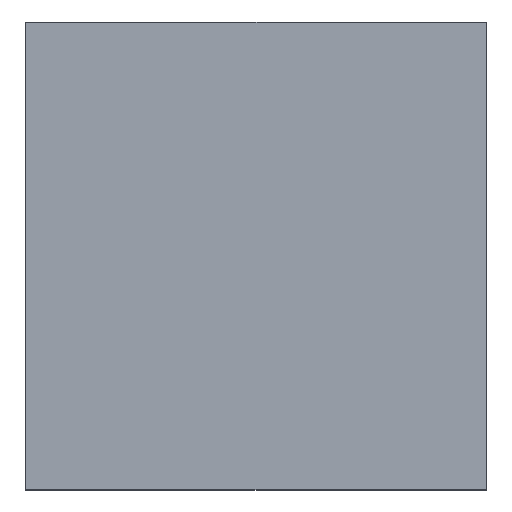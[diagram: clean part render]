
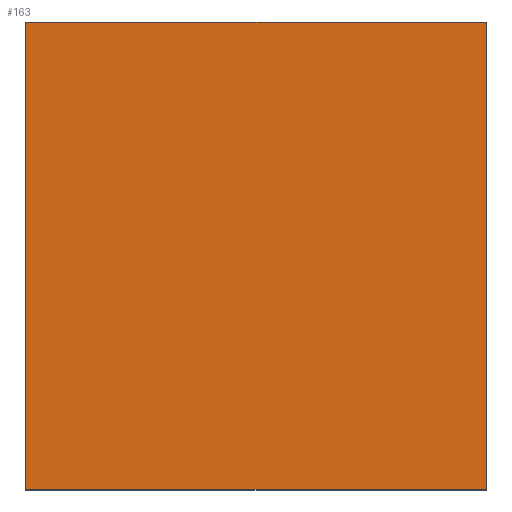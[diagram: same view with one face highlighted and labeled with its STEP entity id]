
A CAD part, top view. The second image highlights one B-rep face of the part: STEP entity #163.
In plain terms, the highlighted planar face has unit normal (0, 0, 1).
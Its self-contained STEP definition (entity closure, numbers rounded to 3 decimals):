
#3 = VERTEX_POINT ( 'NONE', #69 ) ;
#4 = EDGE_CURVE ( 'NONE', #86, #119, #142, .T. ) ;
#7 = EDGE_CURVE ( 'NONE', #3, #111, #99, .T. ) ;
#8 = DIRECTION ( 'NONE',  ( -1., 0., 0. ) ) ;
#10 = CARTESIAN_POINT ( 'NONE',  ( 123.235, 111.124, 100. ) ) ;
#11 = CARTESIAN_POINT ( 'NONE',  ( -0.488, 111.124, 100. ) ) ;
#15 = FACE_OUTER_BOUND ( 'NONE', #162, .T. ) ;
#17 = VECTOR ( 'NONE', #93, 1000. ) ;
#24 = DIRECTION ( 'NONE',  ( 0., 0., 1. ) ) ;
#25 = ORIENTED_EDGE ( 'NONE', *, *, #7, .T. ) ;
#42 = CARTESIAN_POINT ( 'NONE',  ( -0.488, -14.469, 100. ) ) ;
#64 = LINE ( 'NONE', #42, #17 ) ;
#69 = CARTESIAN_POINT ( 'NONE',  ( -0.488, 111.124, 100. ) ) ;
#74 = CARTESIAN_POINT ( 'NONE',  ( 123.235, 111.124, 100. ) ) ;
#76 = CARTESIAN_POINT ( 'NONE',  ( 123.235, -14.469, 100. ) ) ;
#83 = ORIENTED_EDGE ( 'NONE', *, *, #114, .T. ) ;
#86 = VERTEX_POINT ( 'NONE', #76 ) ;
#93 = DIRECTION ( 'NONE',  ( 1., 0., 0. ) ) ;
#97 = CARTESIAN_POINT ( 'NONE',  ( -0.488, 111.124, 100. ) ) ;
#98 = LINE ( 'NONE', #11, #101 ) ;
#99 = LINE ( 'NONE', #97, #180 ) ;
#101 = VECTOR ( 'NONE', #8, 1000. ) ;
#102 = DIRECTION ( 'NONE',  ( 0., -1., 0. ) ) ;
#107 = CARTESIAN_POINT ( 'NONE',  ( -0.488, -14.469, 100. ) ) ;
#111 = VERTEX_POINT ( 'NONE', #107 ) ;
#114 = EDGE_CURVE ( 'NONE', #119, #3, #98, .T. ) ;
#119 = VERTEX_POINT ( 'NONE', #10 ) ;
#137 = DIRECTION ( 'NONE',  ( 1., 0., 0. ) ) ;
#140 = ORIENTED_EDGE ( 'NONE', *, *, #200, .T. ) ;
#142 = LINE ( 'NONE', #74, #195 ) ;
#159 = DIRECTION ( 'NONE',  ( 0., 1., 0. ) ) ;
#162 = EDGE_LOOP ( 'NONE', ( #25, #140, #196, #83 ) ) ;
#163 = ADVANCED_FACE ( 'NONE', ( #15 ), #186, .T. ) ;
#180 = VECTOR ( 'NONE', #102, 1000. ) ;
#186 = PLANE ( 'NONE',  #192 ) ;
#192 = AXIS2_PLACEMENT_3D ( 'NONE', #201, #24, #137 ) ;
#195 = VECTOR ( 'NONE', #159, 1000. ) ;
#196 = ORIENTED_EDGE ( 'NONE', *, *, #4, .T. ) ;
#200 = EDGE_CURVE ( 'NONE', #111, #86, #64, .T. ) ;
#201 = CARTESIAN_POINT ( 'NONE',  ( 0., 0., 100. ) ) ;
